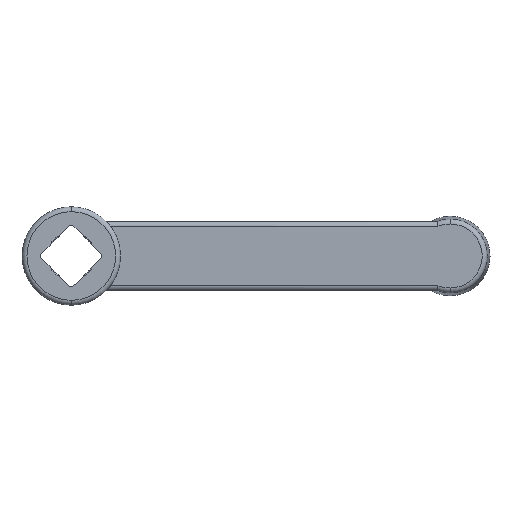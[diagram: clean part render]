
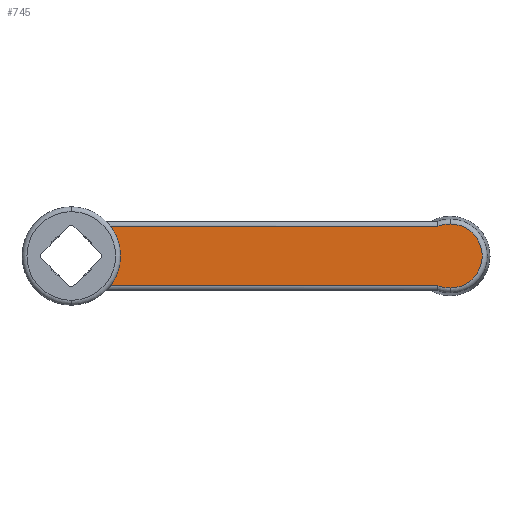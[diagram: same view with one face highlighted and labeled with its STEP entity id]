
A CAD part, left-side view. The second image highlights one B-rep face of the part: STEP entity #745.
In plain terms, the highlighted planar face has unit normal (-1, 0, 0).
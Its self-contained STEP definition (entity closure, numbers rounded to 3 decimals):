
#347=VERTEX_POINT('',#949);
#357=VERTEX_POINT('',#963);
#471=EDGE_CURVE('',#639,#357,#1085,.T.);
#501=EDGE_CURVE('',#357,#899,#1116,.T.);
#507=EDGE_CURVE('',#347,#899,#1123,.T.);
#533=EDGE_CURVE('',#639,#813,#1152,.T.);
#623=EDGE_CURVE('',#813,#845,#1252,.T.);
#639=VERTEX_POINT('',#1270);
#745=ADVANCED_FACE('',(#1387),#1388,.T.);
#813=VERTEX_POINT('',#1460);
#845=VERTEX_POINT('',#1496);
#885=EDGE_CURVE('',#845,#347,#1538,.T.);
#899=VERTEX_POINT('',#1554);
#949=CARTESIAN_POINT('',(17.7,-100.0,8.45));
#963=CARTESIAN_POINT('',(17.7,-10.4,7.8));
#1085=CIRCLE('',#1884,13.0);
#1116=LINE('',#1933,#1934);
#1123=CIRCLE('',#1944,8.45);
#1152=LINE('',#2017,#2018);
#1252=CIRCLE('',#2202,8.45);
#1270=CARTESIAN_POINT('',(17.7,-10.4,-7.8));
#1387=FACE_OUTER_BOUND('',#2421,.T.);
#1388=PLANE('',#2422);
#1460=CARTESIAN_POINT('',(17.7,-96.75,-7.8));
#1496=CARTESIAN_POINT('',(17.7,-100.0,-8.45));
#1538=CIRCLE('',#2676,8.45);
#1554=CARTESIAN_POINT('',(17.7,-96.75,7.8));
#1884=AXIS2_PLACEMENT_3D('',#2897,#2898,#2899);
#1933=CARTESIAN_POINT('',(17.7,0.,7.8));
#1934=VECTOR('',#2917,1.0);
#1944=AXIS2_PLACEMENT_3D('',#2928,#2929,#2930);
#2017=CARTESIAN_POINT('',(17.7,0.,-7.8));
#2018=VECTOR('',#2964,1.0);
#2202=AXIS2_PLACEMENT_3D('',#3089,#3090,#3091);
#2421=EDGE_LOOP('',(#3254,#3255,#3256,#3257,#3258,#3259));
#2422=AXIS2_PLACEMENT_3D('',#3260,#3261,#3262);
#2676=AXIS2_PLACEMENT_3D('',#3409,#3410,#3411);
#2897=CARTESIAN_POINT('',(17.7,0.0,0.0));
#2898=DIRECTION('',(-1.0,0.,0.));
#2899=DIRECTION('',(0.,0.,-1.0));
#2917=DIRECTION('',(0.0,-1.0,0.));
#2928=CARTESIAN_POINT('',(17.7,-100.0,0.0));
#2929=DIRECTION('',(-1.0,0.0,0.0));
#2930=DIRECTION('',(0.0,1.0,0.0));
#2964=DIRECTION('',(0.0,-1.0,0.));
#3089=CARTESIAN_POINT('',(17.7,-100.0,0.0));
#3090=DIRECTION('',(-1.0,0.0,0.0));
#3091=DIRECTION('',(0.0,1.0,0.0));
#3254=ORIENTED_EDGE('',*,*,#533,.T.);
#3255=ORIENTED_EDGE('',*,*,#623,.T.);
#3256=ORIENTED_EDGE('',*,*,#885,.T.);
#3257=ORIENTED_EDGE('',*,*,#507,.T.);
#3258=ORIENTED_EDGE('',*,*,#501,.F.);
#3259=ORIENTED_EDGE('',*,*,#471,.F.);
#3260=CARTESIAN_POINT('',(17.7,0.,-7.8));
#3261=DIRECTION('',(-1.0,0.,0.));
#3262=DIRECTION('',(0.,0.,-1.0));
#3409=CARTESIAN_POINT('',(17.7,-100.0,0.0));
#3410=DIRECTION('',(-1.0,0.0,0.0));
#3411=DIRECTION('',(0.0,1.0,0.0));
